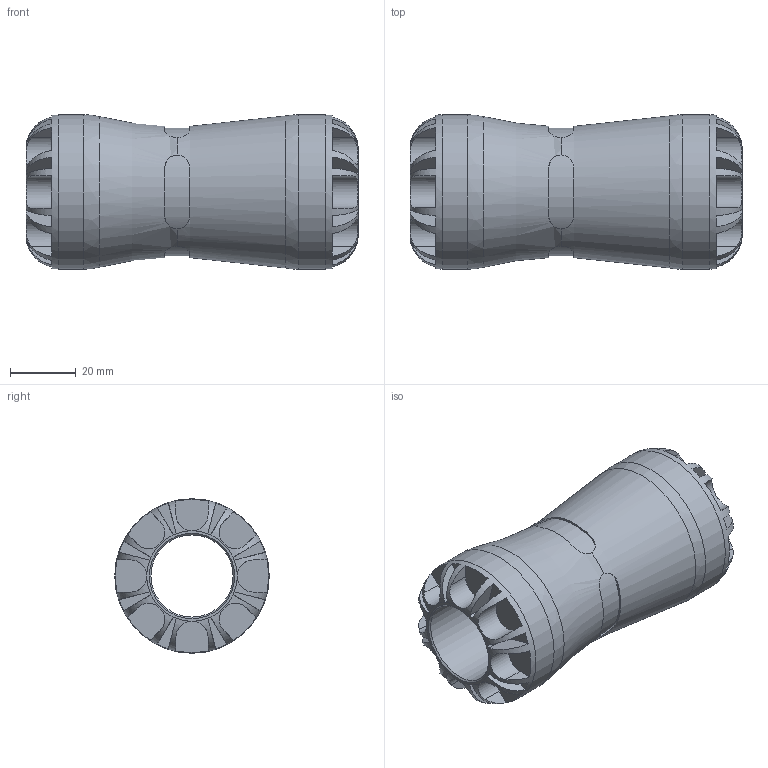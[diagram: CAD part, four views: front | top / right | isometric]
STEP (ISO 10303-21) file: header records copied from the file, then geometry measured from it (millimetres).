
FILE_DESCRIPTION(/* description */ ('PLASSON COUPLING FOR PVC PIPE 25 SERIES 1'),/* implementation_level */ '2;1');
FILE_NAME(/* name */ '1001QQ025.ipt.step',/* time_stamp */ '2017-05-18T12:14:05+03:00',/* author */ ('KIM'),/* organization */ (''),/* preprocessor_version */ 'ST-DEVELOPER v15.6',/* originating_system */ 'Autodesk Inventor 2015',/* authorisation */ '');
FILE_SCHEMA (('AUTOMOTIVE_DESIGN { 1 0 10303 214 3 1 1 }'));
Length unit declared in the file: millimetre
Products named in the file (1): 1001QQ025
Bounding box: 101 x 47 x 47 mm (x, y, z)
Volume: 90848.4 mm3; surface area: 26731.9 mm2
Topology: 1 solids, 1 shells, 161 faces, 425 edges, 266 vertices
Faces by surface type: plane 106, cylinder 47, torus 4, cone 2, bspline 2
Full cylindrical faces by diameter (mm): 25 x1, 47 x2
Entity records: 6416 total; most frequent: CARTESIAN_POINT 2428, ORIENTED_EDGE 824, DIRECTION 756, EDGE_CURVE 412, AXIS2_PLACEMENT_3D 306, VERTEX_POINT 262, EDGE_LOOP 172, STYLED_ITEM 162
